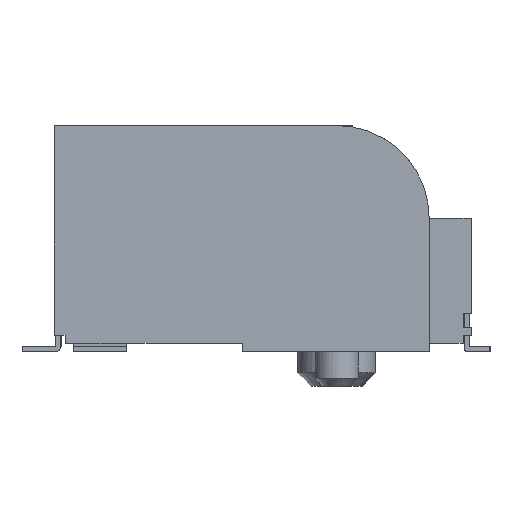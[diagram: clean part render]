
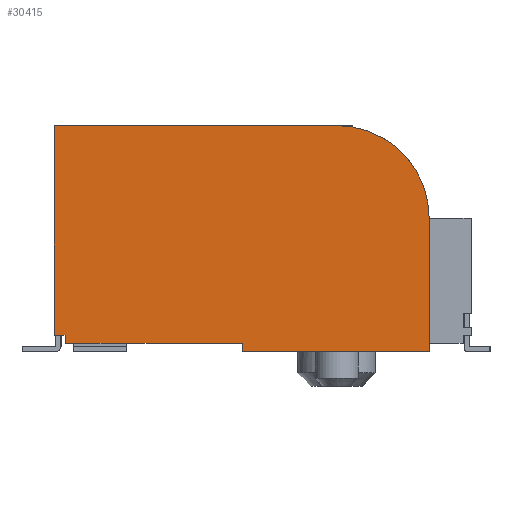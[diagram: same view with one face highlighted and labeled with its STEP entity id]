
A CAD part, left-side view. The second image highlights one B-rep face of the part: STEP entity #30415.
In plain terms, the highlighted planar face has unit normal (-1, 0, 0).
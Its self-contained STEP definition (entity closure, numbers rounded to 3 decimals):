
#30260 = VERTEX_POINT('',#30261);
#30261 = CARTESIAN_POINT('',(-10.95,-1.475,0.));
#30267 = EDGE_CURVE('',#30260,#30268,#30270,.T.);
#30268 = VERTEX_POINT('',#30269);
#30269 = CARTESIAN_POINT('',(-10.95,0.275,0.));
#30270 = LINE('',#30271,#30272);
#30271 = CARTESIAN_POINT('',(-10.95,-1.475,0.)
  );
#30272 = VECTOR('',#30273,1.);
#30273 = DIRECTION('',(0.,1.,0.));
#30396 = EDGE_CURVE('',#30268,#30397,#30399,.T.);
#30397 = VERTEX_POINT('',#30398);
#30398 = CARTESIAN_POINT('',(-10.95,0.275,0.15));
#30399 = LINE('',#30400,#30401);
#30400 = CARTESIAN_POINT('',(-10.95,0.275,0.)
  );
#30401 = VECTOR('',#30402,1.);
#30402 = DIRECTION('',(0.,0.,1.));
#30415 = ADVANCED_FACE('',(#30416),#30507,.T.);
#30416 = FACE_BOUND('',#30417,.F.);
#30417 = EDGE_LOOP('',(#30418,#30419,#30420,#30428,#30436,#30444,#30452,
    #30460,#30468,#30476,#30484,#30493,#30501));
#30418 = ORIENTED_EDGE('',*,*,#30267,.T.);
#30419 = ORIENTED_EDGE('',*,*,#30396,.T.);
#30420 = ORIENTED_EDGE('',*,*,#30421,.T.);
#30421 = EDGE_CURVE('',#30397,#30422,#30424,.T.);
#30422 = VERTEX_POINT('',#30423);
#30423 = CARTESIAN_POINT('',(-10.95,2.425,0.15));
#30424 = LINE('',#30425,#30426);
#30425 = CARTESIAN_POINT('',(-10.95,0.275,0.15));
#30426 = VECTOR('',#30427,1.);
#30427 = DIRECTION('',(0.,1.,0.));
#30428 = ORIENTED_EDGE('',*,*,#30429,.T.);
#30429 = EDGE_CURVE('',#30422,#30430,#30432,.T.);
#30430 = VERTEX_POINT('',#30431);
#30431 = CARTESIAN_POINT('',(-10.95,2.925,0.15));
#30432 = LINE('',#30433,#30434);
#30433 = CARTESIAN_POINT('',(-10.95,2.425,0.15));
#30434 = VECTOR('',#30435,1.);
#30435 = DIRECTION('',(0.,1.,0.));
#30436 = ORIENTED_EDGE('',*,*,#30437,.T.);
#30437 = EDGE_CURVE('',#30430,#30438,#30440,.T.);
#30438 = VERTEX_POINT('',#30439);
#30439 = CARTESIAN_POINT('',(-10.95,3.425,0.15));
#30440 = LINE('',#30441,#30442);
#30441 = CARTESIAN_POINT('',(-10.95,2.925,0.15));
#30442 = VECTOR('',#30443,1.);
#30443 = DIRECTION('',(0.,1.,0.));
#30444 = ORIENTED_EDGE('',*,*,#30445,.T.);
#30445 = EDGE_CURVE('',#30438,#30446,#30448,.T.);
#30446 = VERTEX_POINT('',#30447);
#30447 = CARTESIAN_POINT('',(-10.95,3.575,0.15));
#30448 = LINE('',#30449,#30450);
#30449 = CARTESIAN_POINT('',(-10.95,3.425,0.15));
#30450 = VECTOR('',#30451,1.);
#30451 = DIRECTION('',(0.,1.,0.));
#30452 = ORIENTED_EDGE('',*,*,#30453,.T.);
#30453 = EDGE_CURVE('',#30446,#30454,#30456,.T.);
#30454 = VERTEX_POINT('',#30455);
#30455 = CARTESIAN_POINT('',(-10.95,3.575,0.3));
#30456 = LINE('',#30457,#30458);
#30457 = CARTESIAN_POINT('',(-10.95,3.575,0.15));
#30458 = VECTOR('',#30459,1.);
#30459 = DIRECTION('',(0.,0.,1.));
#30460 = ORIENTED_EDGE('',*,*,#30461,.T.);
#30461 = EDGE_CURVE('',#30454,#30462,#30464,.T.);
#30462 = VERTEX_POINT('',#30463);
#30463 = CARTESIAN_POINT('',(-10.95,3.775,0.3));
#30464 = LINE('',#30465,#30466);
#30465 = CARTESIAN_POINT('',(-10.95,3.575,0.3));
#30466 = VECTOR('',#30467,1.);
#30467 = DIRECTION('',(0.,1.,0.));
#30468 = ORIENTED_EDGE('',*,*,#30469,.T.);
#30469 = EDGE_CURVE('',#30462,#30470,#30472,.T.);
#30470 = VERTEX_POINT('',#30471);
#30471 = CARTESIAN_POINT('',(-10.95,3.775,4.2));
#30472 = LINE('',#30473,#30474);
#30473 = CARTESIAN_POINT('',(-10.95,3.775,0.3));
#30474 = VECTOR('',#30475,1.);
#30475 = DIRECTION('',(0.,0.,1.));
#30476 = ORIENTED_EDGE('',*,*,#30477,.T.);
#30477 = EDGE_CURVE('',#30470,#30478,#30480,.T.);
#30478 = VERTEX_POINT('',#30479);
#30479 = CARTESIAN_POINT('',(-10.95,-1.475,4.2));
#30480 = LINE('',#30481,#30482);
#30481 = CARTESIAN_POINT('',(-10.95,3.775,4.2));
#30482 = VECTOR('',#30483,1.);
#30483 = DIRECTION('',(0.,-1.,0.));
#30484 = ORIENTED_EDGE('',*,*,#30485,.T.);
#30485 = EDGE_CURVE('',#30478,#30486,#30488,.T.);
#30486 = VERTEX_POINT('',#30487);
#30487 = CARTESIAN_POINT('',(-10.95,-3.195,2.48));
#30488 = CIRCLE('',#30489,1.72);
#30489 = AXIS2_PLACEMENT_3D('',#30490,#30491,#30492);
#30490 = CARTESIAN_POINT('',(-10.95,-1.475,2.48));
#30491 = DIRECTION('',(1.,0.,0.));
#30492 = DIRECTION('',(0.,1.,0.));
#30493 = ORIENTED_EDGE('',*,*,#30494,.T.);
#30494 = EDGE_CURVE('',#30486,#30495,#30497,.T.);
#30495 = VERTEX_POINT('',#30496);
#30496 = CARTESIAN_POINT('',(-10.95,-3.195,0.));
#30497 = LINE('',#30498,#30499);
#30498 = CARTESIAN_POINT('',(-10.95,-3.195,2.48));
#30499 = VECTOR('',#30500,1.);
#30500 = DIRECTION('',(0.,0.,-1.));
#30501 = ORIENTED_EDGE('',*,*,#30502,.T.);
#30502 = EDGE_CURVE('',#30495,#30260,#30503,.T.);
#30503 = LINE('',#30504,#30505);
#30504 = CARTESIAN_POINT('',(-10.95,-3.195,0.)
  );
#30505 = VECTOR('',#30506,1.);
#30506 = DIRECTION('',(0.,1.,0.));
#30507 = PLANE('',#30508);
#30508 = AXIS2_PLACEMENT_3D('',#30509,#30510,#30511);
#30509 = CARTESIAN_POINT('',(-10.95,0.4,
    2.039));
#30510 = DIRECTION('',(-1.,0.,0.));
#30511 = DIRECTION('',(0.,0.,-1.));
